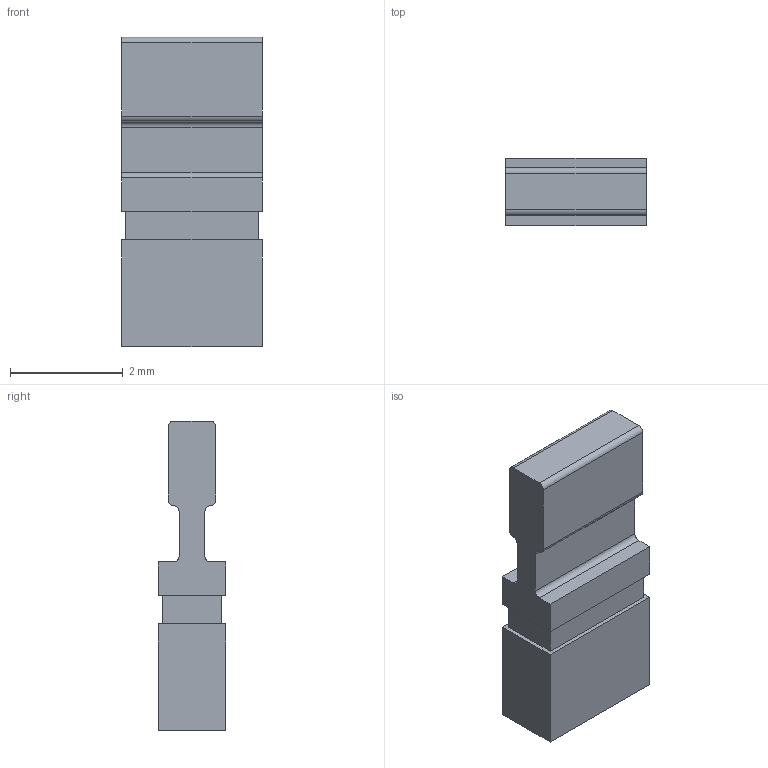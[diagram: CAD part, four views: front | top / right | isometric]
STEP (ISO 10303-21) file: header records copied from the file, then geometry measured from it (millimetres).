
FILE_DESCRIPTION(('STEP AP203'),'1');
FILE_NAME('622002115121.stp','2019-05-25T02:21:27',('TraceParts'),('TraceParts S.A.'),'Spatial InterOp 3D',' ',' ');
FILE_SCHEMA(('CONFIG_CONTROL_DESIGN'));
Length unit declared in the file: millimetre
Products named in the file (1): 1
Bounding box: 2.5 x 1.2 x 5.5 mm (x, y, z)
Volume: 10.3 mm3; surface area: 73.6 mm2
Topology: 2 solids, 2 shells, 121 faces, 314 edges, 200 vertices
Faces by surface type: plane 85, cylinder 32, extrusion 4
Entity records: 3744 total; most frequent: CARTESIAN_POINT 697, ORIENTED_EDGE 628, DIRECTION 612, EDGE_CURVE 314, VECTOR 246, LINE 242, VERTEX_POINT 200, AXIS2_PLACEMENT_3D 183
